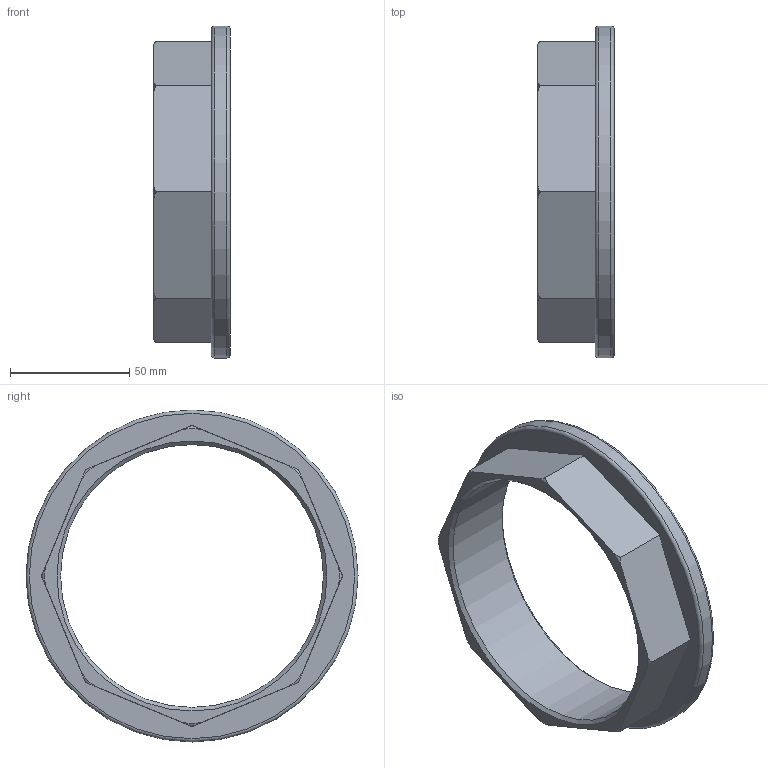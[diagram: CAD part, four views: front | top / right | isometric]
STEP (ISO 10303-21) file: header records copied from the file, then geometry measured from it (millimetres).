
FILE_DESCRIPTION( ( 'STEP AP214' ), ' ' );
FILE_NAME( '8.11.140.stp', '2015-08-07T11:55:29', ( '' ), ( '' ), ' ', 'PARTsolutions', ' ' );
FILE_SCHEMA( ( 'AUTOMOTIVE_DESIGN { 1 0 10303 214 1 1 1 1 }' ) );
Length unit declared in the file: millimetre
Products named in the file (1): _8.11.140
Bounding box: 32 x 139 x 139 mm (x, y, z)
Volume: 85189.2 mm3; surface area: 34006.1 mm2
Topology: 1 solids, 1 shells, 25 faces, 62 edges, 40 vertices
Faces by surface type: plane 11, torus 10, cone 2, cylinder 2
Full cylindrical faces by diameter (mm): 110.072 x1, 139 x1
Entity records: 1122 total; most frequent: CARTESIAN_POINT 346, ORIENTED_EDGE 112, DIRECTION 108, EDGE_CURVE 56, AXIS2_PLACEMENT_3D 42, VERTEX_POINT 40, EDGE_LOOP 34, FACE_OUTER_BOUND 29
